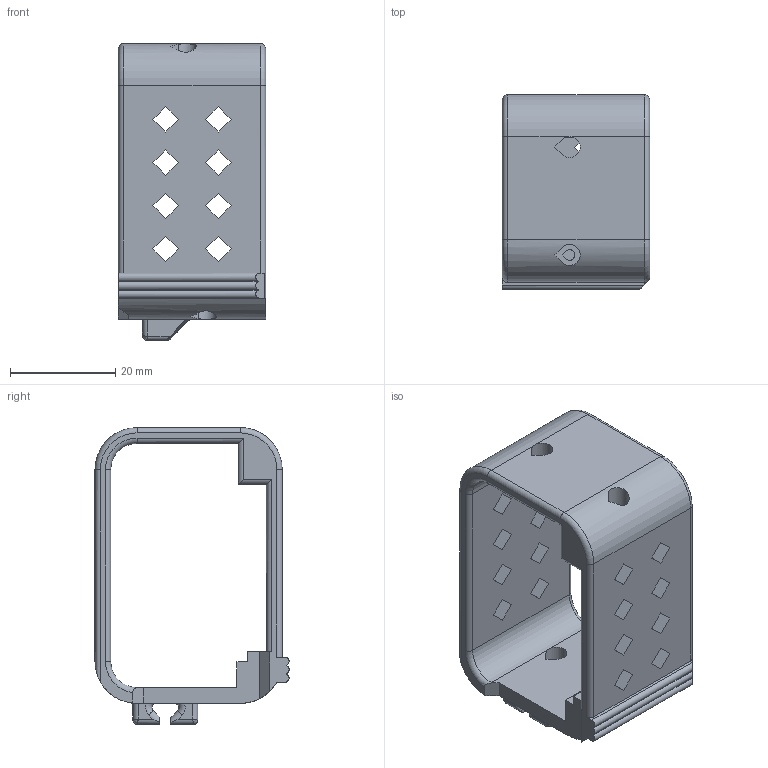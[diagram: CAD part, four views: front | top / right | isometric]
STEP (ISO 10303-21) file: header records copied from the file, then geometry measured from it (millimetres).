
FILE_DESCRIPTION(/* description */ (''),/* implementation_level */ '2;1');
FILE_NAME(/* name */ 'Motor_holder_SO101_Wrist.step',/* time_stamp */ '2025-04-14T17:47:39+02:00',/* author */ (''),/* organization */ (''),/* preprocessor_version */ 'ST-DEVELOPER v20.1',/* originating_system */ 'Autodesk Translation Framework v14.4.0.0',/* authorisation */ '');
FILE_SCHEMA (('AUTOMOTIVE_DESIGN { 1 0 10303 214 3 1 1 }'));
Length unit declared in the file: millimetre
Products named in the file (3): Motor_holder_SO101_Wrist; Wiring_holder v1; Wiring_holder v1 (1)
Assembly tree (2 placements, depth 2):
  Motor_holder_SO101_Wrist
    Wiring_holder v1
    Wiring_holder v1 (1)
Bounding box: 28 x 36.9 x 56.39 mm (x, y, z)
Volume: 13880.5 mm3; surface area: 10190.4 mm2
Topology: 1 solids, 1 shells, 182 faces, 514 edges, 330 vertices
Faces by surface type: plane 118, cylinder 47, torus 10, bspline 7
Entity records: 6450 total; most frequent: CARTESIAN_POINT 1589, ORIENTED_EDGE 1024, DIRECTION 947, EDGE_CURVE 512, LINE 369, VECTOR 369, VERTEX_POINT 330, AXIS2_PLACEMENT_3D 289
